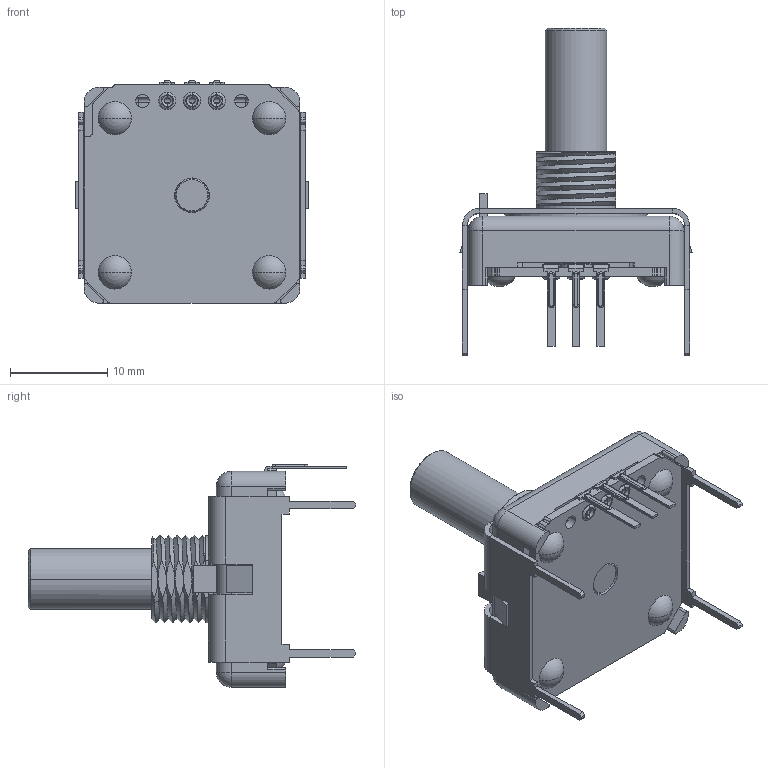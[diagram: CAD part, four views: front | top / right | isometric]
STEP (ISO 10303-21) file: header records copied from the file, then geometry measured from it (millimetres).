
FILE_DESCRIPTION((''),'2;1');
FILE_NAME('PCW1J-C24-BXB','2016-05-11T',('RICKB'),('Bourns, Inc.'),'CREO PARAMETRIC BY PTC INC, 2016050','CREO PARAMETRIC BY PTC INC, 2016050','');
FILE_SCHEMA(('CONFIG_CONTROL_DESIGN'));
Length unit declared in the file: millimetre
Products named in the file (1): PCW1J-C24-BXB
Bounding box: 23.88 x 33.69 x 22.87 mm (x, y, z)
Volume: 3181.3 mm3; surface area: 5049.8 mm2
Topology: 3 solids, 7 shells, 498 faces, 1343 edges, 857 vertices
Faces by surface type: plane 225, cylinder 176, torus 38, bspline 34, sphere 20, cone 5
Entity records: 17595 total; most frequent: CARTESIAN_POINT 5115, ORIENTED_EDGE 2646, DIRECTION 2550, EDGE_CURVE 1323, AXIS2_PLACEMENT_3D 919, VERTEX_POINT 857, VECTOR 712, LINE 712
